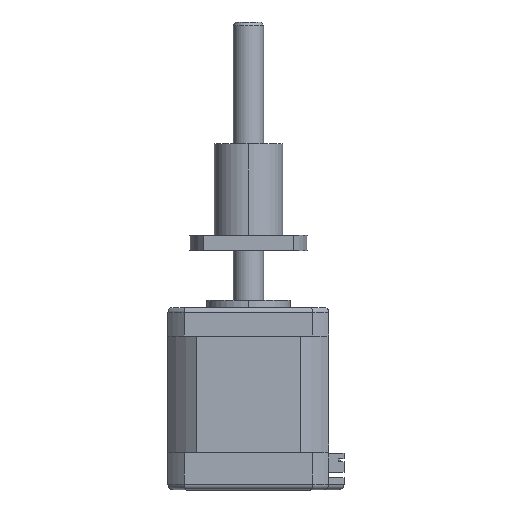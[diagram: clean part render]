
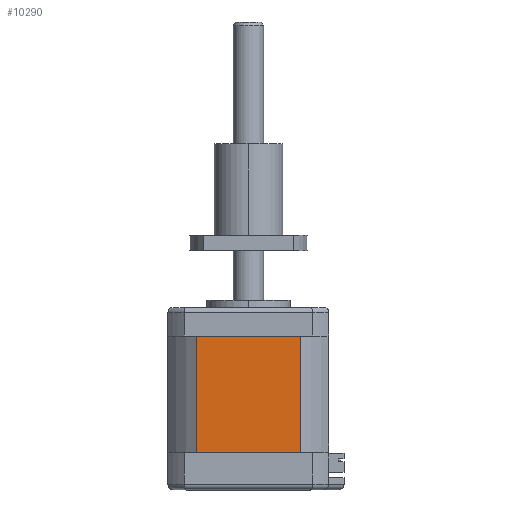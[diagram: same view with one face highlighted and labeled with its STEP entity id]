
A CAD part, top view. The second image highlights one B-rep face of the part: STEP entity #10290.
In plain terms, the highlighted planar face has unit normal (0, 0, 1).
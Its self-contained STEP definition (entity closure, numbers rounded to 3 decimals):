
#1558 = EDGE_CURVE ( 'NONE', #8908, #5795, #22975, .T. ) ;
#1607 = VERTEX_POINT ( 'NONE', #8553 ) ;
#3144 = DIRECTION ( 'NONE',  ( -1., 0., 0. ) ) ;
#3588 = CARTESIAN_POINT ( 'NONE',  ( 8.885, -16.057, 37.738 ) ) ;
#4873 = VECTOR ( 'NONE', #8139, 1000. ) ;
#5558 = AXIS2_PLACEMENT_3D ( 'NONE', #3588, #31210, #26230 ) ;
#5795 = VERTEX_POINT ( 'NONE', #8635 ) ;
#6528 = EDGE_CURVE ( 'NONE', #10556, #1607, #14543, .T. ) ;
#7053 = EDGE_CURVE ( 'NONE', #1607, #5795, #30108, .T. ) ;
#8139 = DIRECTION ( 'NONE',  ( -1., 0., 0. ) ) ;
#8366 = PLANE ( 'NONE',  #5558 ) ;
#8553 = CARTESIAN_POINT ( 'NONE',  ( -18.303, -16.057, 37.738 ) ) ;
#8635 = CARTESIAN_POINT ( 'NONE',  ( -18.303, 14.443, 37.738 ) ) ;
#8908 = VERTEX_POINT ( 'NONE', #35223 ) ;
#9731 = CARTESIAN_POINT ( 'NONE',  ( 8.885, -16.057, 37.738 ) ) ;
#10290 = ADVANCED_FACE ( 'NONE', ( #13256 ), #8366, .F. ) ;
#10556 = VERTEX_POINT ( 'NONE', #9731 ) ;
#11945 = VECTOR ( 'NONE', #15852, 1000. ) ;
#12393 = LINE ( 'NONE', #18765, #11945 ) ;
#13256 = FACE_OUTER_BOUND ( 'NONE', #14217, .T. ) ;
#14217 = EDGE_LOOP ( 'NONE', ( #35870, #16606, #17647, #15219 ) ) ;
#14543 = LINE ( 'NONE', #30975, #4873 ) ;
#15219 = ORIENTED_EDGE ( 'NONE', *, *, #20145, .T. ) ;
#15852 = DIRECTION ( 'NONE',  ( 0., 1., 0. ) ) ;
#16606 = ORIENTED_EDGE ( 'NONE', *, *, #7053, .F. ) ;
#17647 = ORIENTED_EDGE ( 'NONE', *, *, #6528, .F. ) ;
#18765 = CARTESIAN_POINT ( 'NONE',  ( 8.885, -16.057, 37.738 ) ) ;
#18770 = DIRECTION ( 'NONE',  ( 0., 1., 0. ) ) ;
#18786 = VECTOR ( 'NONE', #18770, 1000. ) ;
#19922 = CARTESIAN_POINT ( 'NONE',  ( 8.885, 14.443, 37.738 ) ) ;
#20145 = EDGE_CURVE ( 'NONE', #10556, #8908, #12393, .T. ) ;
#22975 = LINE ( 'NONE', #19922, #29497 ) ;
#23940 = CARTESIAN_POINT ( 'NONE',  ( -18.303, -16.057, 37.738 ) ) ;
#26230 = DIRECTION ( 'NONE',  ( 1., 0., 0. ) ) ;
#29497 = VECTOR ( 'NONE', #3144, 1000. ) ;
#30108 = LINE ( 'NONE', #23940, #18786 ) ;
#30975 = CARTESIAN_POINT ( 'NONE',  ( 8.885, -16.057, 37.738 ) ) ;
#31210 = DIRECTION ( 'NONE',  ( 0., 0., -1. ) ) ;
#35223 = CARTESIAN_POINT ( 'NONE',  ( 8.885, 14.443, 37.738 ) ) ;
#35870 = ORIENTED_EDGE ( 'NONE', *, *, #1558, .T. ) ;
